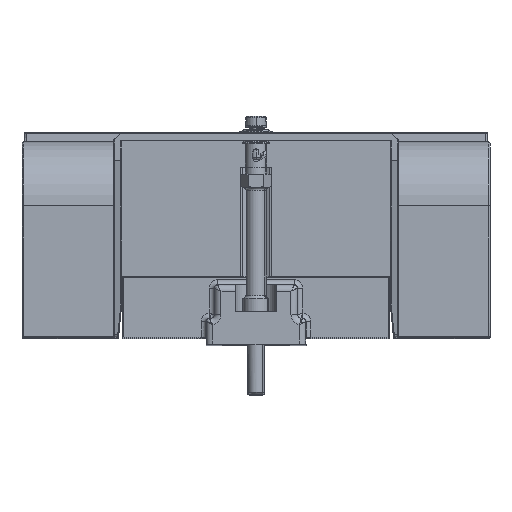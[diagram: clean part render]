
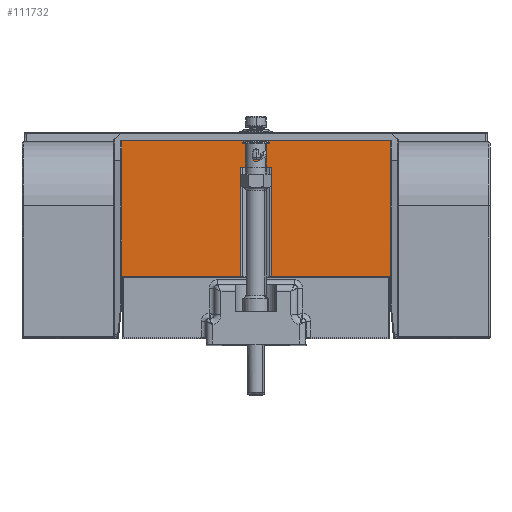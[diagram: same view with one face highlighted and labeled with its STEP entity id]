
A CAD part, top view. The second image highlights one B-rep face of the part: STEP entity #111732.
In plain terms, the highlighted planar face has unit normal (0, 0, 1).
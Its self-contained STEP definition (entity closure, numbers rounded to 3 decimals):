
#11758=DIRECTION('',(0.,-1.,0.));
#11759=VECTOR('',#11758,40.8);
#11760=CARTESIAN_POINT('',(40.3,61.,257.));
#11761=LINE('',#11760,#11759);
#12072=DIRECTION('',(-1.,0.,0.));
#12073=VECTOR('',#12072,35.782);
#12074=CARTESIAN_POINT('',(-4.518,20.2,257.));
#12075=LINE('',#12074,#12073);
#12076=DIRECTION('',(-1.,0.,0.));
#12077=VECTOR('',#12076,35.782);
#12078=CARTESIAN_POINT('',(40.3,20.2,257.));
#12079=LINE('',#12078,#12077);
#12080=DIRECTION('',(0.,-1.,0.));
#12081=VECTOR('',#12080,32.8);
#12082=CARTESIAN_POINT('',(4.518,53.,257.));
#12083=LINE('',#12082,#12081);
#12084=DIRECTION('',(0.,1.,0.));
#12085=VECTOR('',#12084,32.8);
#12086=CARTESIAN_POINT('',(-4.518,20.2,257.));
#12087=LINE('',#12086,#12085);
#12088=DIRECTION('',(0.,-1.,0.));
#12089=VECTOR('',#12088,40.8);
#12090=CARTESIAN_POINT('',(-40.3,61.,257.));
#12091=LINE('',#12090,#12089);
#21596=DIRECTION('',(1.,0.,0.));
#21597=VECTOR('',#21596,80.6);
#21598=CARTESIAN_POINT('',(-40.3,61.,257.));
#21599=LINE('',#21598,#21597);
#75220=DIRECTION('',(1.,0.,0.));
#75221=VECTOR('',#75220,9.035);
#75222=CARTESIAN_POINT('',(-4.518,53.,257.));
#75223=LINE('',#75222,#75221);
#96295=CARTESIAN_POINT('',(-40.3,61.,257.));
#96296=CARTESIAN_POINT('',(40.3,61.,257.));
#96297=VERTEX_POINT('',#96295);
#96298=VERTEX_POINT('',#96296);
#96307=CARTESIAN_POINT('',(4.518,53.,257.));
#96308=VERTEX_POINT('',#96307);
#96309=CARTESIAN_POINT('',(-4.518,53.,257.));
#96310=VERTEX_POINT('',#96309);
#98141=CARTESIAN_POINT('',(-4.518,20.2,257.));
#98142=CARTESIAN_POINT('',(-40.3,20.2,257.));
#98143=VERTEX_POINT('',#98141);
#98144=VERTEX_POINT('',#98142);
#98159=CARTESIAN_POINT('',(4.518,20.2,257.));
#98160=VERTEX_POINT('',#98159);
#98163=CARTESIAN_POINT('',(40.3,20.2,257.));
#98164=VERTEX_POINT('',#98163);
#111711=CARTESIAN_POINT('',(40.3,61.,257.));
#111712=DIRECTION('',(0.,0.,1.));
#111713=DIRECTION('',(-1.,0.,0.));
#111714=AXIS2_PLACEMENT_3D('',#111711,#111712,#111713);
#111715=PLANE('',#111714);
#111716=ORIENTED_EDGE('',*,*,#111701,.T.);
#111718=ORIENTED_EDGE('',*,*,#111717,.F.);
#111720=ORIENTED_EDGE('',*,*,#111719,.T.);
#111721=ORIENTED_EDGE('',*,*,#111515,.T.);
#111723=ORIENTED_EDGE('',*,*,#111722,.T.);
#111725=ORIENTED_EDGE('',*,*,#111724,.F.);
#111727=ORIENTED_EDGE('',*,*,#111726,.F.);
#111729=ORIENTED_EDGE('',*,*,#111728,.F.);
#111730=EDGE_LOOP('',(#111716,#111718,#111720,#111721,#111723,#111725,#111727,
#111729));
#111731=FACE_OUTER_BOUND('',#111730,.F.);
#111732=ADVANCED_FACE('',(#111731),#111715,.T.);
#111515=EDGE_CURVE('',#96298,#98164,#11761,.T.);
#111701=EDGE_CURVE('',#98143,#98144,#12075,.T.);
#111717=EDGE_CURVE('',#96297,#98144,#12091,.T.);
#111719=EDGE_CURVE('',#96297,#96298,#21599,.T.);
#111722=EDGE_CURVE('',#98164,#98160,#12079,.T.);
#111724=EDGE_CURVE('',#96308,#98160,#12083,.T.);
#111726=EDGE_CURVE('',#96310,#96308,#75223,.T.);
#111728=EDGE_CURVE('',#98143,#96310,#12087,.T.);
